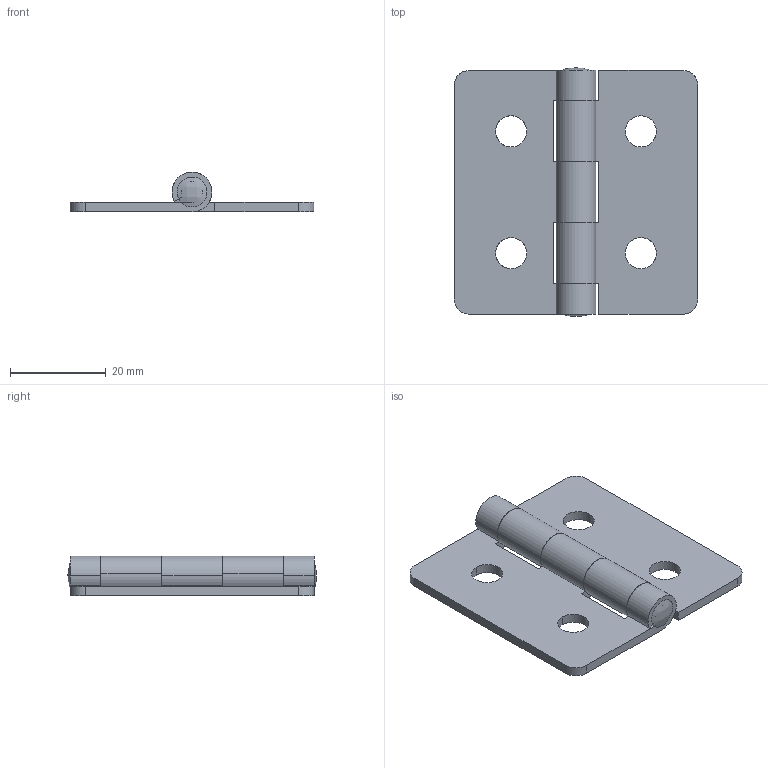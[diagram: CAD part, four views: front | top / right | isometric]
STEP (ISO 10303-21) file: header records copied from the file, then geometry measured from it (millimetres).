
FILE_DESCRIPTION(('CATIA V6 STEP','CAx-IF Rec.Pracs.--- Model Styling and Organization---1.5--- 2016-08-15','CAx-IF Rec.Pracs.---Supplemental Geometry---1.0---2011-11-01','CAx-IF Rec.Pracs.--- Composite Materials ---1.1---2010-07-15','CAx-IF Rec.Pracs.---External References---2.1---2005-01-19'),'2;1');
FILE_NAME('47065T347_Rep.stp','2020-03-22T23:56:22+00:00',('Michael Balsamo'),('Creator, Inc.'),'3DEXPERIENCE Platform3DEXPERIENCE R2020x HotFix 2.3','3DEXPERIENCE Platform STEP AP214 v1','opyright Creator, Inc., 2020. Licensed under CERN-OHL-P v2.');
FILE_SCHEMA(('AUTOMOTIVE_DESIGN { 1 0 10303 214 1 1 1 1 }'));
Length unit declared in the file: millimetre
Products named in the file (1): 47065T347
Bounding box: 50.8 x 51.77 x 8.3 mm (x, y, z)
Volume: 6877.3 mm3; surface area: 8033.4 mm2
Topology: 4 solids, 4 shells, 89 faces, 246 edges, 172 vertices
Faces by surface type: cylinder 44, plane 42, bspline 3
Entity records: 3438 total; most frequent: CARTESIAN_POINT 1338, ORIENTED_EDGE 486, DIRECTION 300, EDGE_CURVE 243, VERTEX_POINT 162, VECTOR 147, LINE 147, AXIS2_PLACEMENT_3D 99
